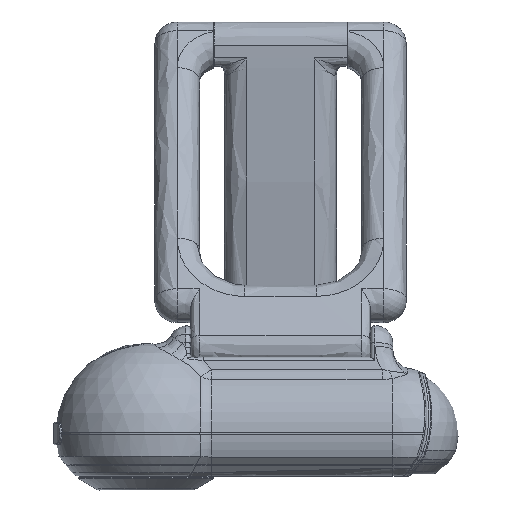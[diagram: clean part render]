
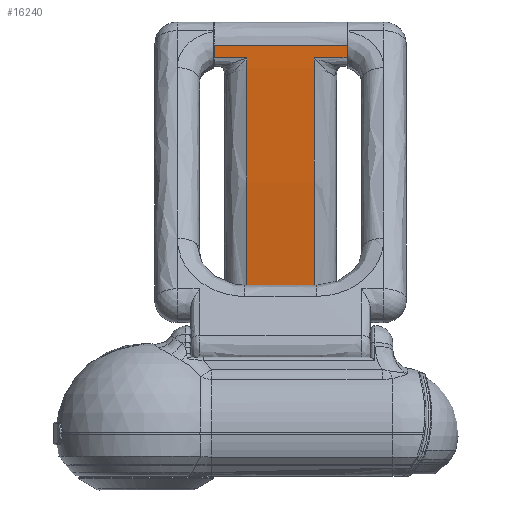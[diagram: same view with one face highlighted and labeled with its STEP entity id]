
A CAD part, front view. The second image highlights one B-rep face of the part: STEP entity #16240.
In plain terms, the highlighted free-form (B-spline) face has degree [3, 1] with [4, 2] control points.
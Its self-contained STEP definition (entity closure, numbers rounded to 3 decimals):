
#15767=CARTESIAN_POINT('',(83.082,-0.449,20.179));
#15768=VERTEX_POINT('',#15767);
#15839=CARTESIAN_POINT('',(28.006,4.365,20.179));
#15840=VERTEX_POINT('',#15839);
#15848=CARTESIAN_POINT('',(80.8,-0.129,20.179));
#15849=VERTEX_POINT('',#15848);
#15850=CARTESIAN_POINT('',(28.006,4.365,20.179));
#15851=CARTESIAN_POINT('',(45.622,3.64,20.179));
#15852=CARTESIAN_POINT('',(63.253,2.28,20.179));
#15853=CARTESIAN_POINT('',(80.8,-0.129,20.179));
#15854=B_SPLINE_CURVE_WITH_KNOTS('',3,(#15850,#15851,#15852,#15853),.UNSPECIFIED.,.F.,.U.,(4,4),(-6.251,-0.999),.UNSPECIFIED.);
#15855=EDGE_CURVE('',#15840,#15849,#15854,.T.);
#15857=CARTESIAN_POINT('',(83.082,-0.449,20.179));
#15858=CARTESIAN_POINT('',(82.322,-0.34,20.179));
#15859=CARTESIAN_POINT('',(81.561,-0.234,20.179));
#15860=CARTESIAN_POINT('',(80.8,-0.129,20.179));
#15861=B_SPLINE_CURVE_WITH_KNOTS('',3,(#15857,#15858,#15859,#15860),.UNSPECIFIED.,.F.,.U.,(4,4),(0.771,0.999),.UNSPECIFIED.);
#15862=EDGE_CURVE('',#15768,#15849,#15861,.T.);
#16066=CARTESIAN_POINT('',(83.082,-0.449,12.879));
#16067=VERTEX_POINT('',#16066);
#16081=CARTESIAN_POINT('',(85.797,-0.845,12.879));
#16082=VERTEX_POINT('',#16081);
#16083=CARTESIAN_POINT('',(85.797,-0.845,12.879));
#16084=CARTESIAN_POINT('',(84.897,-0.71,12.879));
#16085=CARTESIAN_POINT('',(83.992,-0.578,12.879));
#16086=CARTESIAN_POINT('',(83.082,-0.449,12.879));
#16087=B_SPLINE_CURVE_WITH_KNOTS('',3,(#16083,#16084,#16085,#16086),.UNSPECIFIED.,.F.,.U.,(4,4),(-0.555,-0.281),.UNSPECIFIED.);
#16088=EDGE_CURVE('',#16082,#16067,#16087,.T.);
#16155=CARTESIAN_POINT('',(83.082,-0.449,20.179));
#16156=CARTESIAN_POINT('',(83.082,-0.449,17.746));
#16157=CARTESIAN_POINT('',(83.082,-0.449,15.313));
#16158=CARTESIAN_POINT('',(83.082,-0.449,12.879));
#16159=B_SPLINE_CURVE_WITH_KNOTS('',3,(#16155,#16156,#16157,#16158),.UNSPECIFIED.,.F.,.U.,(4,4),(-0.73,0.),.UNSPECIFIED.);
#16160=EDGE_CURVE('',#15768,#16067,#16159,.T.);
#16173=CARTESIAN_POINT('',(90.8,-1.623,0.0));
#16174=CARTESIAN_POINT('',(64.653,2.615,0.0));
#16175=CARTESIAN_POINT('',(34.41,4.81,0.0));
#16176=CARTESIAN_POINT('',(0.028,5.,0.0));
#16177=CARTESIAN_POINT('',(90.8,-1.623,56.));
#16178=CARTESIAN_POINT('',(64.653,2.615,56.));
#16179=CARTESIAN_POINT('',(34.41,4.81,56.));
#16180=CARTESIAN_POINT('',(0.028,5.,56.));
#16181=B_SPLINE_SURFACE_WITH_KNOTS('',3,1,((#16173,#16177),(#16174,#16178),(#16175,#16179),(#16176,#16180)),.UNSPECIFIED.,.F.,.F.,.F.,(4,4),(2,2),(-1.0,0.0),(0.0,5.6),.UNSPECIFIED.);
#16182=ORIENTED_EDGE('',*,*,#16160,.F.);
#16183=ORIENTED_EDGE('',*,*,#15862,.T.);
#16184=ORIENTED_EDGE('',*,*,#15855,.F.);
#16185=CARTESIAN_POINT('',(28.006,4.365,35.179));
#16186=VERTEX_POINT('',#16185);
#16187=CARTESIAN_POINT('',(28.006,4.365,35.179));
#16188=CARTESIAN_POINT('',(28.006,4.365,30.179));
#16189=CARTESIAN_POINT('',(28.006,4.365,25.179));
#16190=CARTESIAN_POINT('',(28.006,4.365,20.179));
#16191=B_SPLINE_CURVE_WITH_KNOTS('',3,(#16187,#16188,#16189,#16190),.UNSPECIFIED.,.F.,.U.,(4,4),(-1.5,0.0),.UNSPECIFIED.);
#16192=EDGE_CURVE('',#16186,#15840,#16191,.T.);
#16193=ORIENTED_EDGE('',*,*,#16192,.F.);
#16194=CARTESIAN_POINT('',(80.8,-0.129,35.179));
#16195=VERTEX_POINT('',#16194);
#16196=CARTESIAN_POINT('',(80.8,-0.129,35.179));
#16197=CARTESIAN_POINT('',(63.253,2.28,35.179));
#16198=CARTESIAN_POINT('',(45.622,3.64,35.179));
#16199=CARTESIAN_POINT('',(28.006,4.365,35.179));
#16200=B_SPLINE_CURVE_WITH_KNOTS('',3,(#16196,#16197,#16198,#16199),.UNSPECIFIED.,.F.,.U.,(4,4),(-5.252,0.0),.UNSPECIFIED.);
#16201=EDGE_CURVE('',#16195,#16186,#16200,.T.);
#16202=ORIENTED_EDGE('',*,*,#16201,.F.);
#16203=CARTESIAN_POINT('',(83.082,-0.449,35.179));
#16204=VERTEX_POINT('',#16203);
#16205=CARTESIAN_POINT('',(80.8,-0.129,35.179));
#16206=CARTESIAN_POINT('',(81.561,-0.234,35.179));
#16207=CARTESIAN_POINT('',(82.322,-0.34,35.179));
#16208=CARTESIAN_POINT('',(83.082,-0.449,35.179));
#16209=B_SPLINE_CURVE_WITH_KNOTS('',3,(#16205,#16206,#16207,#16208),.UNSPECIFIED.,.F.,.U.,(4,4),(5.252,5.48),.UNSPECIFIED.);
#16210=EDGE_CURVE('',#16195,#16204,#16209,.T.);
#16211=ORIENTED_EDGE('',*,*,#16210,.T.);
#16212=CARTESIAN_POINT('',(83.082,-0.449,42.479));
#16213=VERTEX_POINT('',#16212);
#16214=CARTESIAN_POINT('',(83.082,-0.449,42.479));
#16215=CARTESIAN_POINT('',(83.082,-0.449,40.046));
#16216=CARTESIAN_POINT('',(83.082,-0.449,37.613));
#16217=CARTESIAN_POINT('',(83.082,-0.449,35.179));
#16218=B_SPLINE_CURVE_WITH_KNOTS('',3,(#16214,#16215,#16216,#16217),.UNSPECIFIED.,.F.,.U.,(4,4),(-2.96,-2.23),.UNSPECIFIED.);
#16219=EDGE_CURVE('',#16213,#16204,#16218,.T.);
#16220=ORIENTED_EDGE('',*,*,#16219,.F.);
#16221=CARTESIAN_POINT('',(85.797,-0.845,42.479));
#16222=VERTEX_POINT('',#16221);
#16223=CARTESIAN_POINT('',(83.082,-0.449,42.479));
#16224=CARTESIAN_POINT('',(83.992,-0.578,42.479));
#16225=CARTESIAN_POINT('',(84.897,-0.71,42.479));
#16226=CARTESIAN_POINT('',(85.797,-0.845,42.479));
#16227=B_SPLINE_CURVE_WITH_KNOTS('',3,(#16223,#16224,#16225,#16226),.UNSPECIFIED.,.F.,.U.,(4,4),(-0.78,-0.506),.UNSPECIFIED.);
#16228=EDGE_CURVE('',#16213,#16222,#16227,.T.);
#16229=ORIENTED_EDGE('',*,*,#16228,.T.);
#16230=CARTESIAN_POINT('',(85.797,-0.845,12.879));
#16231=CARTESIAN_POINT('',(85.797,-0.845,22.746));
#16232=CARTESIAN_POINT('',(85.797,-0.845,32.613));
#16233=CARTESIAN_POINT('',(85.797,-0.845,42.479));
#16234=B_SPLINE_CURVE_WITH_KNOTS('',3,(#16230,#16231,#16232,#16233),.UNSPECIFIED.,.F.,.U.,(4,4),(-2.96,0.),.UNSPECIFIED.);
#16235=EDGE_CURVE('',#16082,#16222,#16234,.T.);
#16236=ORIENTED_EDGE('',*,*,#16235,.F.);
#16237=ORIENTED_EDGE('',*,*,#16088,.T.);
#16238=EDGE_LOOP('',(#16182,#16183,#16184,#16193,#16202,#16211,#16220,#16229,#16236,#16237));
#16239=FACE_OUTER_BOUND('',#16238,.T.);
#16240=ADVANCED_FACE('',(#16239),#16181,.T.);
